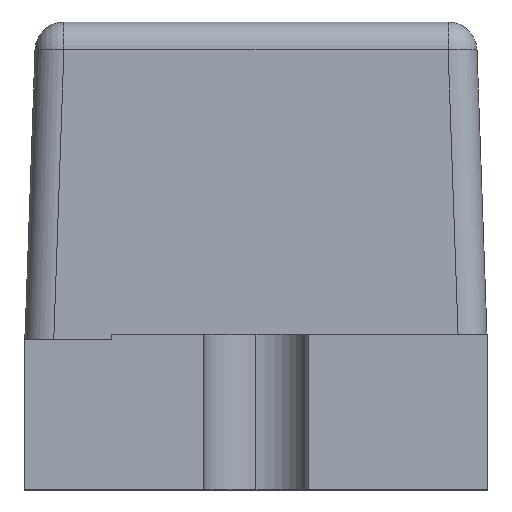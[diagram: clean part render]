
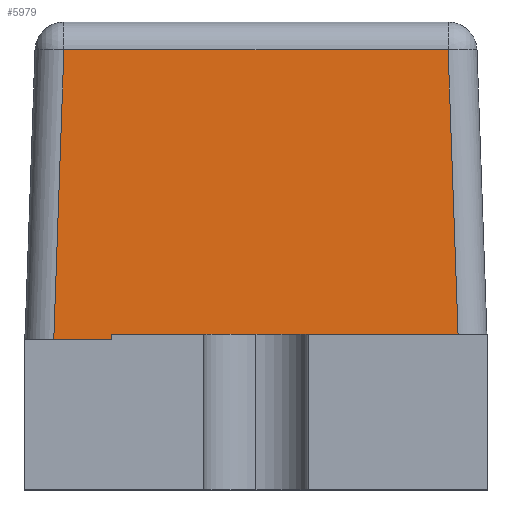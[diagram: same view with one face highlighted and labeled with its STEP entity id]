
A CAD part, left-side view. The second image highlights one B-rep face of the part: STEP entity #5979.
In plain terms, the highlighted planar face has unit normal (-0.999, 0, 0.035).
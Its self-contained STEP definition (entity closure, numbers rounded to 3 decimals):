
#41 = CARTESIAN_POINT ( 'NONE',  ( -0.5, -0.35, 0.25 ) ) ;
#209 = VERTEX_POINT ( 'NONE', #6071 ) ;
#276 = EDGE_CURVE ( 'NONE', #2801, #209, #2224, .T. ) ;
#367 = CARTESIAN_POINT ( 'NONE',  ( -0.482, -0.333, 0.752 ) ) ;
#675 = ORIENTED_EDGE ( 'NONE', *, *, #5512, .T. ) ;
#1013 = VECTOR ( 'NONE', #1085, 1000. ) ;
#1085 = DIRECTION ( 'NONE',  ( -0.035, 0.035, -0.999 ) ) ;
#1464 = AXIS2_PLACEMENT_3D ( 'NONE', #6139, #1709, #5604 ) ;
#1709 = DIRECTION ( 'NONE',  ( -0.999, 0., 0.035 ) ) ;
#2056 = VECTOR ( 'NONE', #4330, 1000. ) ;
#2158 = ORIENTED_EDGE ( 'NONE', *, *, #7169, .T. ) ;
#2161 = CARTESIAN_POINT ( 'NONE',  ( -0.5, 0.35, 0.25 ) ) ;
#2184 = ORIENTED_EDGE ( 'NONE', *, *, #276, .T. ) ;
#2224 = LINE ( 'NONE', #3833, #2056 ) ;
#2231 = VERTEX_POINT ( 'NONE', #41 ) ;
#2516 = LINE ( 'NONE', #4441, #1013 ) ;
#2637 = LINE ( 'NONE', #4406, #2731 ) ;
#2731 = VECTOR ( 'NONE', #3350, 1000. ) ;
#2801 = VERTEX_POINT ( 'NONE', #367 ) ;
#3277 = EDGE_CURVE ( 'NONE', #209, #5005, #2516, .T. ) ;
#3350 = DIRECTION ( 'NONE',  ( 0., -1., 0. ) ) ;
#3577 = FACE_OUTER_BOUND ( 'NONE', #4978, .T. ) ;
#3833 = CARTESIAN_POINT ( 'NONE',  ( -0.482, 0.381, 0.752 ) ) ;
#3835 = VECTOR ( 'NONE', #7227, 1000. ) ;
#3901 = PLANE ( 'NONE',  #1464 ) ;
#4330 = DIRECTION ( 'NONE',  ( 0., 1., 0. ) ) ;
#4354 = ORIENTED_EDGE ( 'NONE', *, *, #3277, .T. ) ;
#4406 = CARTESIAN_POINT ( 'NONE',  ( -0.5, 0.4, 0.25 ) ) ;
#4441 = CARTESIAN_POINT ( 'NONE',  ( -0.5, 0.35, 0.248 ) ) ;
#4978 = EDGE_LOOP ( 'NONE', ( #2184, #4354, #675, #2158 ) ) ;
#5005 = VERTEX_POINT ( 'NONE', #2161 ) ;
#5512 = EDGE_CURVE ( 'NONE', #5005, #2231, #2637, .T. ) ;
#5604 = DIRECTION ( 'NONE',  ( 0.035, 0., 0.999 ) ) ;
#5652 = CARTESIAN_POINT ( 'NONE',  ( -0.499, -0.349, 0.276 ) ) ;
#5979 = ADVANCED_FACE ( 'NONE', ( #3577 ), #3901, .T. ) ;
#6071 = CARTESIAN_POINT ( 'NONE',  ( -0.482, 0.333, 0.752 ) ) ;
#6139 = CARTESIAN_POINT ( 'NONE',  ( -0.5, 0.4, 0.25 ) ) ;
#7169 = EDGE_CURVE ( 'NONE', #2231, #2801, #7261, .T. ) ;
#7227 = DIRECTION ( 'NONE',  ( 0.035, 0.035, 0.999 ) ) ;
#7261 = LINE ( 'NONE', #5652, #3835 ) ;
